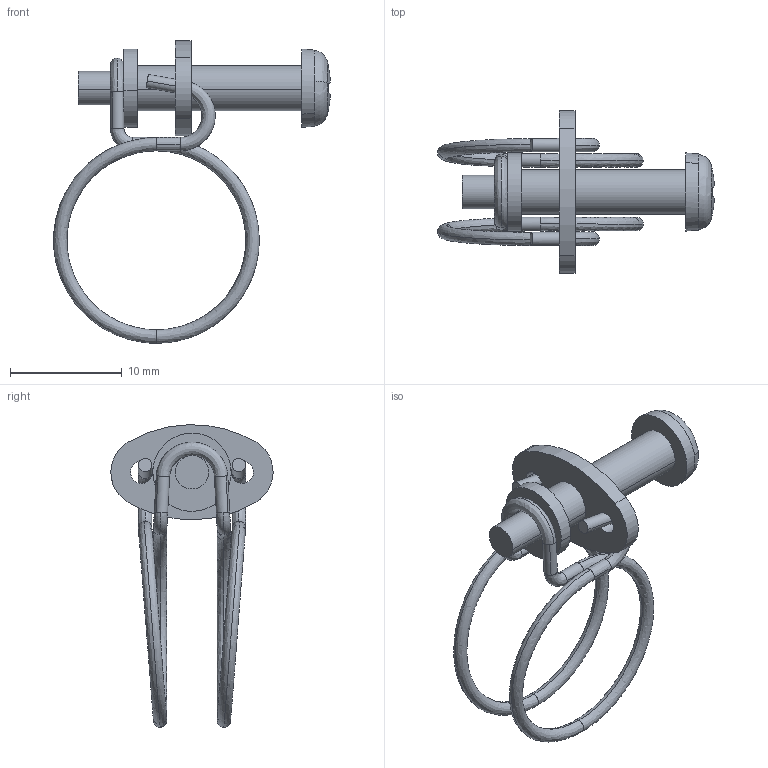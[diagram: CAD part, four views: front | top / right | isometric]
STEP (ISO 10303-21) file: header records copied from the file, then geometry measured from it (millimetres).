
FILE_DESCRIPTION((''),'2;1');
FILE_NAME('','2013-02-25T12:16:51',(''),(''),'','CADfix','');
FILE_SCHEMA(('AUTOMOTIVE_DESIGN { 1 0 10303 214 1 1 1 1 }'));
Length unit declared in the file: millimetre
Bounding box: 24.73 x 14.5 x 27.05 mm (x, y, z)
Volume: 621.7 mm3; surface area: 1264.7 mm2
Topology: 3 solids, 3 shells, 85 faces, 266 edges, 190 vertices
Faces by surface type: bspline 85
Entity records: 8581 total; most frequent: CARTESIAN_POINT 7121, ORIENTED_EDGE 532, EDGE_CURVE 266, VERTEX_POINT 190, EDGE_LOOP 94, QUASI_UNIFORM_CURVE 86, FACE_OUTER_BOUND 85, ADVANCED_FACE 85
